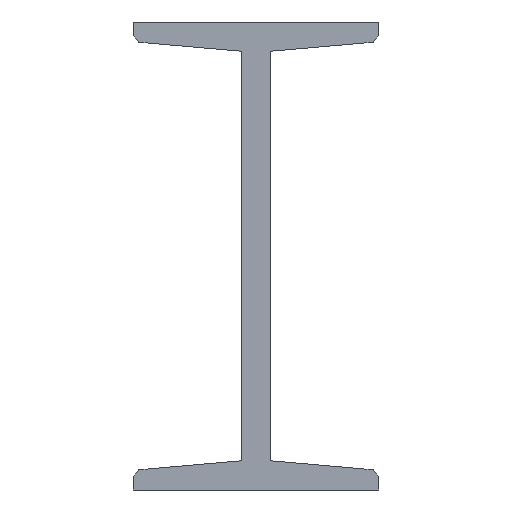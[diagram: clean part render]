
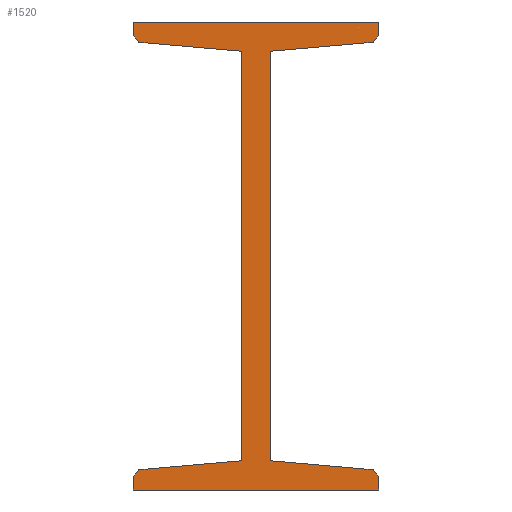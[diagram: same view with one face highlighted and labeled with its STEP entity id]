
A CAD part, front view. The second image highlights one B-rep face of the part: STEP entity #1520.
In plain terms, the highlighted planar face has unit normal (0, -1, 0).
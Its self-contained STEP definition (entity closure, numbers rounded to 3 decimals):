
#1=DIRECTION('',(0.,0.,1.));
#2=VECTOR('',#1,2.381);
#3=CARTESIAN_POINT('',(-21.,0.,-40.));
#4=LINE('',#3,#2);
#5=DIRECTION('',(0.996,0.,0.087));
#6=VECTOR('',#5,17.571);
#7=CARTESIAN_POINT('',(-20.004,0.,-36.531));
#8=LINE('',#7,#6);
#9=DIRECTION('',(0.,0.,1.));
#10=VECTOR('',#9,70.);
#11=CARTESIAN_POINT('',(-2.5,0.,-35.));
#12=LINE('',#11,#10);
#13=DIRECTION('',(-0.996,0.,0.087));
#14=VECTOR('',#13,17.571);
#15=CARTESIAN_POINT('',(-2.5,0.,35.));
#16=LINE('',#15,#14);
#17=DIRECTION('',(0.,0.,1.));
#18=VECTOR('',#17,2.381);
#19=CARTESIAN_POINT('',(-21.,0.,37.619));
#20=LINE('',#19,#18);
#21=DIRECTION('',(1.,0.,0.));
#22=VECTOR('',#21,42.);
#23=CARTESIAN_POINT('',(-21.,0.,40.));
#24=LINE('',#23,#22);
#25=DIRECTION('',(0.,0.,-1.));
#26=VECTOR('',#25,2.381);
#27=CARTESIAN_POINT('',(21.,0.,40.));
#28=LINE('',#27,#26);
#29=DIRECTION('',(-0.996,0.,-0.087));
#30=VECTOR('',#29,17.571);
#31=CARTESIAN_POINT('',(20.004,0.,36.531));
#32=LINE('',#31,#30);
#33=DIRECTION('',(0.,0.,-1.));
#34=VECTOR('',#33,70.);
#35=CARTESIAN_POINT('',(2.5,0.,35.));
#36=LINE('',#35,#34);
#37=DIRECTION('',(0.996,0.,-0.087));
#38=VECTOR('',#37,17.571);
#39=CARTESIAN_POINT('',(2.5,0.,-35.));
#40=LINE('',#39,#38);
#41=DIRECTION('',(0.,0.,-1.));
#42=VECTOR('',#41,2.381);
#43=CARTESIAN_POINT('',(21.,0.,-37.619));
#44=LINE('',#43,#42);
#45=DIRECTION('',(-1.,0.,0.));
#46=VECTOR('',#45,42.);
#47=CARTESIAN_POINT('',(21.,0.,-40.));
#48=LINE('',#47,#46);
#61=DIRECTION('',(-0.676,0.,0.737));
#62=VECTOR('',#61,1.475);
#63=CARTESIAN_POINT('',(21.,0.,-37.619));
#64=LINE('',#63,#62);
#409=DIRECTION('',(0.676,0.,0.737));
#410=VECTOR('',#409,1.475);
#411=CARTESIAN_POINT('',(20.004,0.,36.531));
#412=LINE('',#411,#410);
#433=DIRECTION('',(0.676,0.,-0.737));
#434=VECTOR('',#433,1.475);
#435=CARTESIAN_POINT('',(-21.,0.,37.619));
#436=LINE('',#435,#434);
#781=DIRECTION('',(-0.676,0.,-0.737));
#782=VECTOR('',#781,1.475);
#783=CARTESIAN_POINT('',(-20.004,0.,-36.531));
#784=LINE('',#783,#782);
#1129=CARTESIAN_POINT('',(-21.,0.,40.));
#1130=CARTESIAN_POINT('',(21.,0.,40.));
#1131=VERTEX_POINT('',#1129);
#1132=VERTEX_POINT('',#1130);
#1133=CARTESIAN_POINT('',(21.,0.,-40.));
#1134=CARTESIAN_POINT('',(-21.,0.,-40.));
#1135=VERTEX_POINT('',#1133);
#1136=VERTEX_POINT('',#1134);
#1145=CARTESIAN_POINT('',(2.5,0.,-35.));
#1147=VERTEX_POINT('',#1145);
#1149=CARTESIAN_POINT('',(-2.5,0.,-35.));
#1151=VERTEX_POINT('',#1149);
#1153=CARTESIAN_POINT('',(2.5,0.,35.));
#1155=VERTEX_POINT('',#1153);
#1157=CARTESIAN_POINT('',(-2.5,0.,35.));
#1159=VERTEX_POINT('',#1157);
#1161=CARTESIAN_POINT('',(20.004,0.,36.531));
#1163=VERTEX_POINT('',#1161);
#1165=CARTESIAN_POINT('',(21.,0.,37.619));
#1167=VERTEX_POINT('',#1165);
#1169=CARTESIAN_POINT('',(-21.,0.,37.619));
#1171=VERTEX_POINT('',#1169);
#1173=CARTESIAN_POINT('',(-20.004,0.,36.531));
#1175=VERTEX_POINT('',#1173);
#1177=CARTESIAN_POINT('',(21.,0.,-37.619));
#1179=VERTEX_POINT('',#1177);
#1181=CARTESIAN_POINT('',(20.004,0.,-36.531));
#1183=VERTEX_POINT('',#1181);
#1185=CARTESIAN_POINT('',(-20.004,0.,-36.531));
#1187=VERTEX_POINT('',#1185);
#1189=CARTESIAN_POINT('',(-21.,0.,-37.619));
#1191=VERTEX_POINT('',#1189);
#1481=CARTESIAN_POINT('',(0.,0.,0.));
#1482=DIRECTION('',(0.,1.,0.));
#1483=DIRECTION('',(1.,0.,0.));
#1484=AXIS2_PLACEMENT_3D('',#1481,#1482,#1483);
#1485=PLANE('',#1484);
#1487=ORIENTED_EDGE('',*,*,#1486,.T.);
#1489=ORIENTED_EDGE('',*,*,#1488,.F.);
#1491=ORIENTED_EDGE('',*,*,#1490,.T.);
#1493=ORIENTED_EDGE('',*,*,#1492,.T.);
#1495=ORIENTED_EDGE('',*,*,#1494,.T.);
#1497=ORIENTED_EDGE('',*,*,#1496,.F.);
#1499=ORIENTED_EDGE('',*,*,#1498,.T.);
#1501=ORIENTED_EDGE('',*,*,#1500,.T.);
#1503=ORIENTED_EDGE('',*,*,#1502,.T.);
#1505=ORIENTED_EDGE('',*,*,#1504,.F.);
#1507=ORIENTED_EDGE('',*,*,#1506,.T.);
#1509=ORIENTED_EDGE('',*,*,#1508,.T.);
#1511=ORIENTED_EDGE('',*,*,#1510,.T.);
#1513=ORIENTED_EDGE('',*,*,#1512,.F.);
#1515=ORIENTED_EDGE('',*,*,#1514,.T.);
#1517=ORIENTED_EDGE('',*,*,#1516,.T.);
#1518=EDGE_LOOP('',(#1487,#1489,#1491,#1493,#1495,#1497,#1499,#1501,#1503,#1505,
#1507,#1509,#1511,#1513,#1515,#1517));
#1519=FACE_OUTER_BOUND('',#1518,.F.);
#1520=ADVANCED_FACE('',(#1519),#1485,.F.);
#1486=EDGE_CURVE('',#1136,#1191,#4,.T.);
#1488=EDGE_CURVE('',#1187,#1191,#784,.T.);
#1490=EDGE_CURVE('',#1187,#1151,#8,.T.);
#1492=EDGE_CURVE('',#1151,#1159,#12,.T.);
#1494=EDGE_CURVE('',#1159,#1175,#16,.T.);
#1496=EDGE_CURVE('',#1171,#1175,#436,.T.);
#1498=EDGE_CURVE('',#1171,#1131,#20,.T.);
#1500=EDGE_CURVE('',#1131,#1132,#24,.T.);
#1502=EDGE_CURVE('',#1132,#1167,#28,.T.);
#1504=EDGE_CURVE('',#1163,#1167,#412,.T.);
#1506=EDGE_CURVE('',#1163,#1155,#32,.T.);
#1508=EDGE_CURVE('',#1155,#1147,#36,.T.);
#1510=EDGE_CURVE('',#1147,#1183,#40,.T.);
#1512=EDGE_CURVE('',#1179,#1183,#64,.T.);
#1514=EDGE_CURVE('',#1179,#1135,#44,.T.);
#1516=EDGE_CURVE('',#1135,#1136,#48,.T.);
